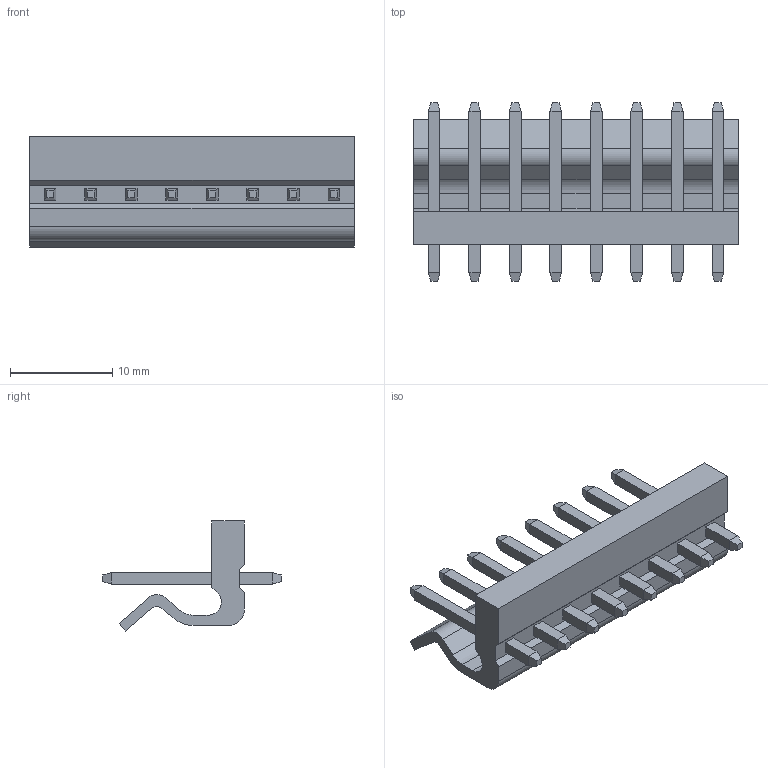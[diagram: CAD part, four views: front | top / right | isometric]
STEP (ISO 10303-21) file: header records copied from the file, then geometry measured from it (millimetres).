
FILE_DESCRIPTION(('FreeCAD Model'),'2;1');
FILE_NAME('400108ST.stp','2020-01-25T22:29:13',('Author'),(''), 'Open CASCADE STEP processor 7.3','FreeCAD','Unknown');
FILE_SCHEMA(('AUTOMOTIVE_DESIGN { 1 0 10303 214 1 1 1 1 }'));
Length unit declared in the file: millimetre
Products named in the file (1): 400108ST
Bounding box: 31.68 x 17.45 x 10.75 mm (x, y, z)
Volume: 1403.8 mm3; surface area: 2108.2 mm2
Topology: 1 solids, 1 shells, 167 faces, 383 edges, 234 vertices
Faces by surface type: plane 161, cylinder 6
Entity records: 10733 total; most frequent: CARTESIAN_POINT 1623, DIRECTION 1485, LINE 1125, VECTOR 1125, ORIENTED_EDGE 766, PCURVE 766, DEFINITIONAL_REPRESENTATION 766, EDGE_CURVE 383
